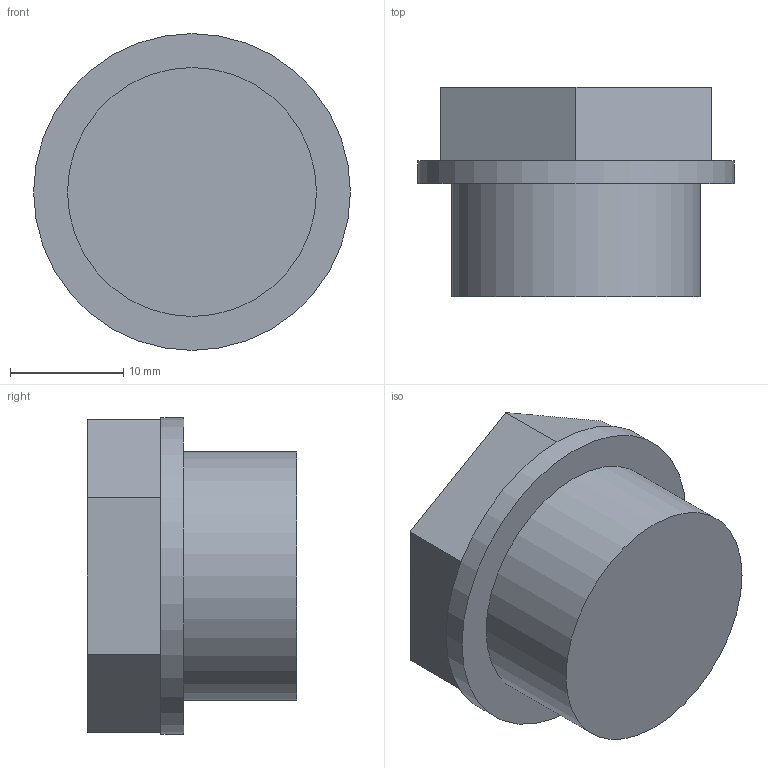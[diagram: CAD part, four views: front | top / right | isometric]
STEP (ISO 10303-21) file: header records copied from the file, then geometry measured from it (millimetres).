
FILE_DESCRIPTION (( 'STEP AP203' ), '1' );
FILE_NAME ('OGC13901HA-油面鏡.STEP', '2023-09-28T06:32:24', ( '' ), ( '' ), 'SwSTEP 2.0', 'SolidWorks 2018', '' );
FILE_SCHEMA (( 'CONFIG_CONTROL_DESIGN' ));
Length unit declared in the file: millimetre
Products named in the file (1): OGC13901HA-油面鏡
Bounding box: 28 x 18.5 x 28 mm (x, y, z)
Volume: 7394.9 mm3; surface area: 2913.8 mm2
Topology: 1 solids, 1 shells, 65 faces, 208 edges, 179 vertices
Faces by surface type: plane 57, cylinder 8
Full cylindrical faces by diameter (mm): 14.5 x1, 22 x1, 28 x1
Entity records: 2549 total; most frequent: CARTESIAN_POINT 448, DIRECTION 422, ORIENTED_EDGE 408, EDGE_CURVE 204, VERTEX_POINT 178, AXIS2_PLACEMENT_3D 152, LINE 118, VECTOR 118
